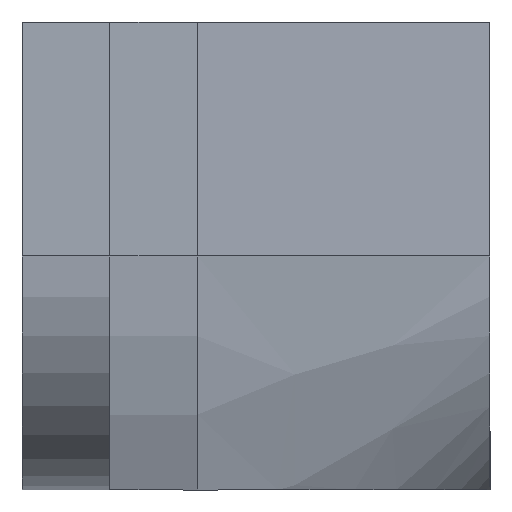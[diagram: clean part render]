
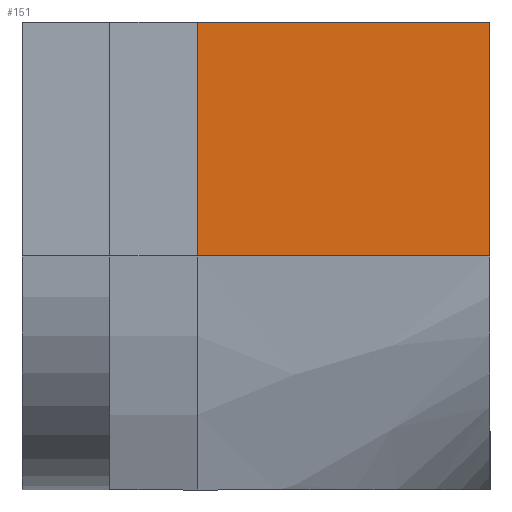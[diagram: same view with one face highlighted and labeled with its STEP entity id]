
A CAD part, left-side view. The second image highlights one B-rep face of the part: STEP entity #151.
In plain terms, the highlighted planar face has unit normal (-0.656, -0.755, 0).
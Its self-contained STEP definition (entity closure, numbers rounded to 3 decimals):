
#7 = CARTESIAN_POINT ( 'NONE',  ( -4., -8., 0. ) ) ;
#75 = DIRECTION ( 'NONE',  ( 0., 0., -1. ) ) ;
#98 = EDGE_CURVE ( 'NONE', #600, #454, #499, .T. ) ;
#143 = ORIENTED_EDGE ( 'NONE', *, *, #98, .T. ) ;
#145 = DIRECTION ( 'NONE',  ( -0.755, 0.656, 0. ) ) ;
#148 = DIRECTION ( 'NONE',  ( -0.656, -0.755, 0. ) ) ;
#151 = ADVANCED_FACE ( 'NONE', ( #448 ), #774, .T. ) ;
#176 = ORIENTED_EDGE ( 'NONE', *, *, #370, .T. ) ;
#306 = ORIENTED_EDGE ( 'NONE', *, *, #676, .F. ) ;
#309 = VECTOR ( 'NONE', #75, 1000. ) ;
#334 = VERTEX_POINT ( 'NONE', #408 ) ;
#351 = LINE ( 'NONE', #548, #443 ) ;
#352 = ORIENTED_EDGE ( 'NONE', *, *, #587, .F. ) ;
#370 = EDGE_CURVE ( 'NONE', #506, #600, #545, .T. ) ;
#408 = CARTESIAN_POINT ( 'NONE',  ( -4., -8., 0. ) ) ;
#441 = VECTOR ( 'NONE', #725, 1000. ) ;
#443 = VECTOR ( 'NONE', #473, 1000. ) ;
#448 = FACE_OUTER_BOUND ( 'NONE', #662, .T. ) ;
#454 = VERTEX_POINT ( 'NONE', #740 ) ;
#464 = CARTESIAN_POINT ( 'NONE',  ( -9.75, -3., 4. ) ) ;
#473 = DIRECTION ( 'NONE',  ( 0., 0., -1. ) ) ;
#499 = LINE ( 'NONE', #697, #309 ) ;
#500 = CARTESIAN_POINT ( 'NONE',  ( -4., -8., 4. ) ) ;
#506 = VERTEX_POINT ( 'NONE', #500 ) ;
#545 = LINE ( 'NONE', #667, #441 ) ;
#548 = CARTESIAN_POINT ( 'NONE',  ( -4., -8., 4. ) ) ;
#587 = EDGE_CURVE ( 'NONE', #334, #454, #654, .T. ) ;
#600 = VERTEX_POINT ( 'NONE', #464 ) ;
#653 = CARTESIAN_POINT ( 'NONE',  ( -4., -8., 4. ) ) ;
#654 = LINE ( 'NONE', #7, #700 ) ;
#662 = EDGE_LOOP ( 'NONE', ( #143, #352, #306, #176 ) ) ;
#667 = CARTESIAN_POINT ( 'NONE',  ( -4., -8., 4. ) ) ;
#676 = EDGE_CURVE ( 'NONE', #506, #334, #351, .T. ) ;
#697 = CARTESIAN_POINT ( 'NONE',  ( -9.75, -3., 4. ) ) ;
#700 = VECTOR ( 'NONE', #145, 1000. ) ;
#708 = AXIS2_PLACEMENT_3D ( 'NONE', #653, #148, #714 ) ;
#714 = DIRECTION ( 'NONE',  ( 0.755, -0.656, 0. ) ) ;
#725 = DIRECTION ( 'NONE',  ( -0.755, 0.656, 0. ) ) ;
#740 = CARTESIAN_POINT ( 'NONE',  ( -9.75, -3., 0. ) ) ;
#774 = PLANE ( 'NONE',  #708 ) ;
